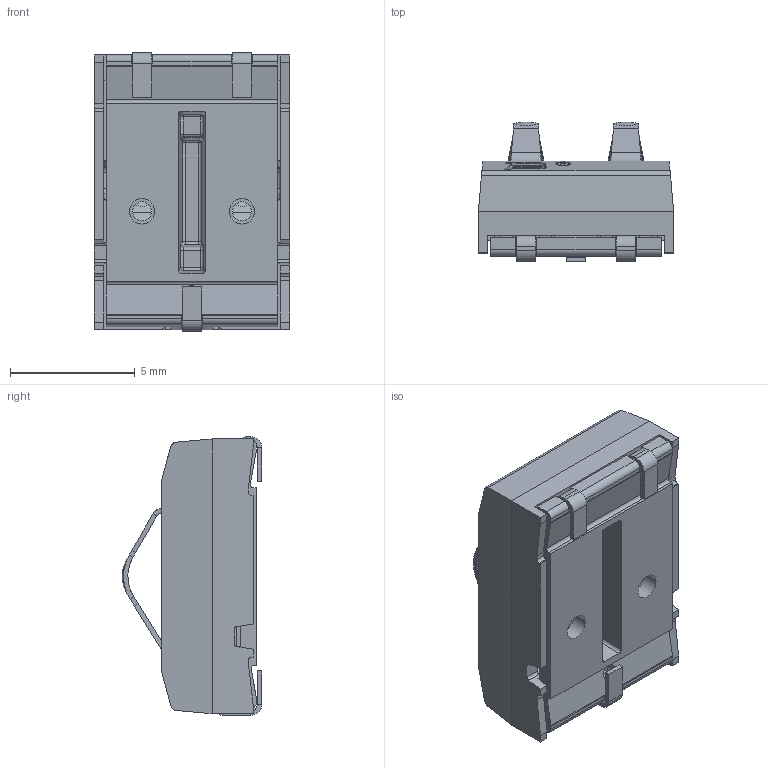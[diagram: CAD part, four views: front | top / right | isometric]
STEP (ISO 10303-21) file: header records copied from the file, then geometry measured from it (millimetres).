
FILE_DESCRIPTION((''),'2;1');
FILE_NAME('33756-73701','2021-04-30T11:07:37',('RICKB'),('Bourns, Inc.'),'CREO PARAMETRIC BY PTC INC, 2018050','CREO PARAMETRIC BY PTC INC, 2018050','');
FILE_SCHEMA(('AUTOMOTIVE_DESIGN { 1 0 10303 214 1 1 1 1 }'));
Length unit declared in the file: inch
Products named in the file (1): 33756-73701
Bounding box: 7.82 x 5.58 x 11.15 mm (x, y, z)
Volume: 159.9 mm3; surface area: 703.2 mm2
Topology: 1 solids, 1 shells, 631 faces, 1717 edges, 1066 vertices
Faces by surface type: plane 427, cylinder 154, bspline 42, sphere 8
Entity records: 27544 total; most frequent: CARTESIAN_POINT 6643, ORIENTED_EDGE 3418, DIRECTION 3005, PRESENTATION_STYLE_ASSIGNMENT 1718, STYLED_ITEM 1710, CURVE_STYLE 1709, EDGE_CURVE 1709, VECTOR 1267
